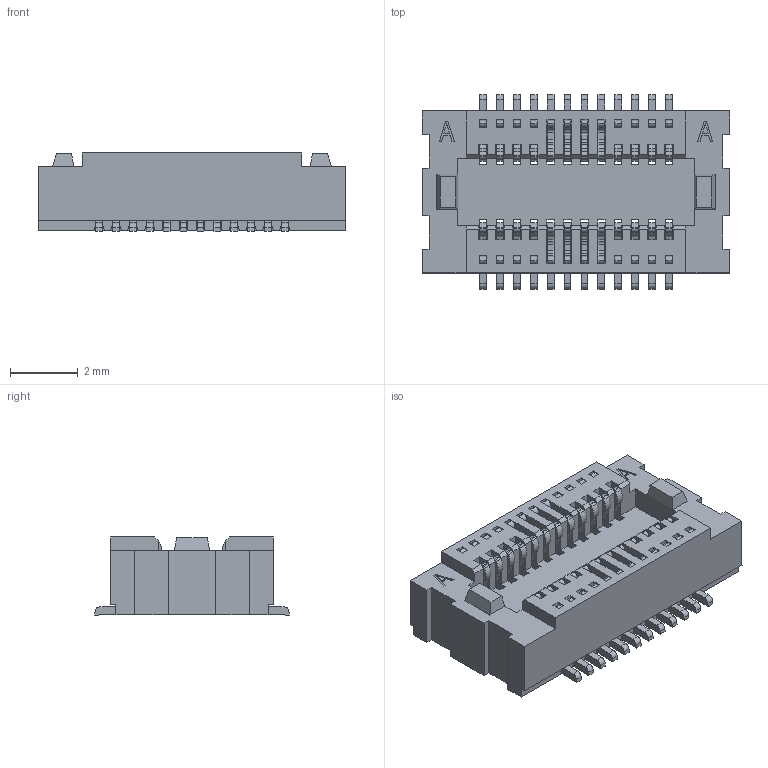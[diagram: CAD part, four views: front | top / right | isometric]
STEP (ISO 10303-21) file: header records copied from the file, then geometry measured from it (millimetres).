
FILE_DESCRIPTION((''),'2;1');
FILE_NAME('FBB05001-F16S1XX3W5M_REF','2023-04-07T16:43:40',('Administrator'),(''),'CREO PARAMETRIC BY PTC INC, 2021023','CREO PARAMETRIC BY PTC INC, 2021023','');
FILE_SCHEMA(('AUTOMOTIVE_DESIGN { 1 0 10303 214 1 1 1 1 }'));
Length unit declared in the file: millimetre
Products named in the file (1): FBB05001-F16S1XX3W5M_REF
Bounding box: 9.1 x 5.76 x 2.31 mm (x, y, z)
Volume: 72.1 mm3; surface area: 385.6 mm2
Topology: 1 solids, 1 shells, 1364 faces, 4566 edges, 3080 vertices
Faces by surface type: plane 788, cylinder 576
Entity records: 50766 total; most frequent: CARTESIAN_POINT 9440, ORIENTED_EDGE 9132, DIRECTION 8510, EDGE_CURVE 4566, VECTOR 3190, LINE 3190, VERTEX_POINT 3080, AXIS2_PLACEMENT_3D 2660
